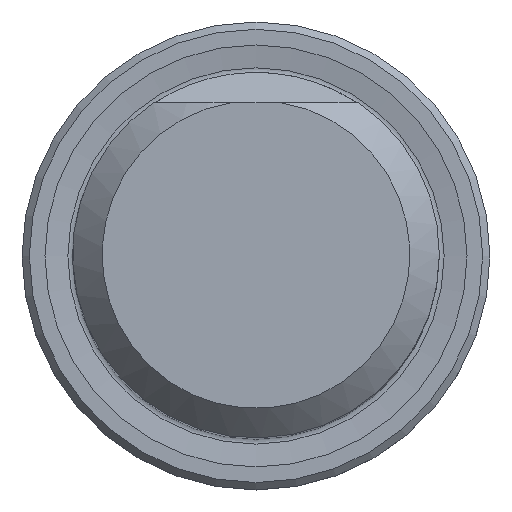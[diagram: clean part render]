
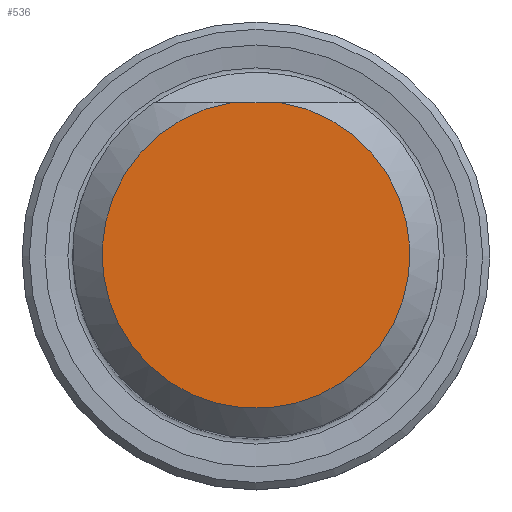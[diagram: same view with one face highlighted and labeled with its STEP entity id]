
A CAD part, top view. The second image highlights one B-rep face of the part: STEP entity #536.
In plain terms, the highlighted planar face has unit normal (0, 0, 1).
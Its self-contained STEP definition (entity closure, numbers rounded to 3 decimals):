
#418=PLANE('',#6267);
#536=ADVANCED_FACE('',(#983),#418,.T.);
#983=FACE_OUTER_BOUND('',#1267,.T.);
#1267=EDGE_LOOP('',(#1935,#1936));
#1622=CIRCLE('',#6266,10.492);
#1935=ORIENTED_EDGE('',*,*,#4154,.F.);
#1936=ORIENTED_EDGE('',*,*,#4155,.T.);
#3569=VERTEX_POINT('',#9376);
#3570=VERTEX_POINT('',#9377);
#4154=EDGE_CURVE('',#3569,#3570,#5380,.T.);
#4155=EDGE_CURVE('',#3569,#3570,#1622,.T.);
#5380=LINE('',#9375,#5725);
#5725=VECTOR('',#7131,1.);
#6266=AXIS2_PLACEMENT_3D('',#9378,#7132,#7133);
#6267=AXIS2_PLACEMENT_3D('',#9379,#7134,#7135);
#7131=DIRECTION('',(1.,0.,0.));
#7132=DIRECTION('',(0.,0.,1.));
#7133=DIRECTION('',(0.,-1.,0.));
#7134=DIRECTION('',(0.,0.,1.));
#7135=DIRECTION('',(0.,-1.,0.));
#9375=CARTESIAN_POINT('',(0.,10.358,56.));
#9376=CARTESIAN_POINT('',(-1.668,10.358,56.));
#9377=CARTESIAN_POINT('',(1.668,10.358,56.));
#9378=CARTESIAN_POINT('',(0.,0.,56.));
#9379=CARTESIAN_POINT('',(0.,0.,56.));
